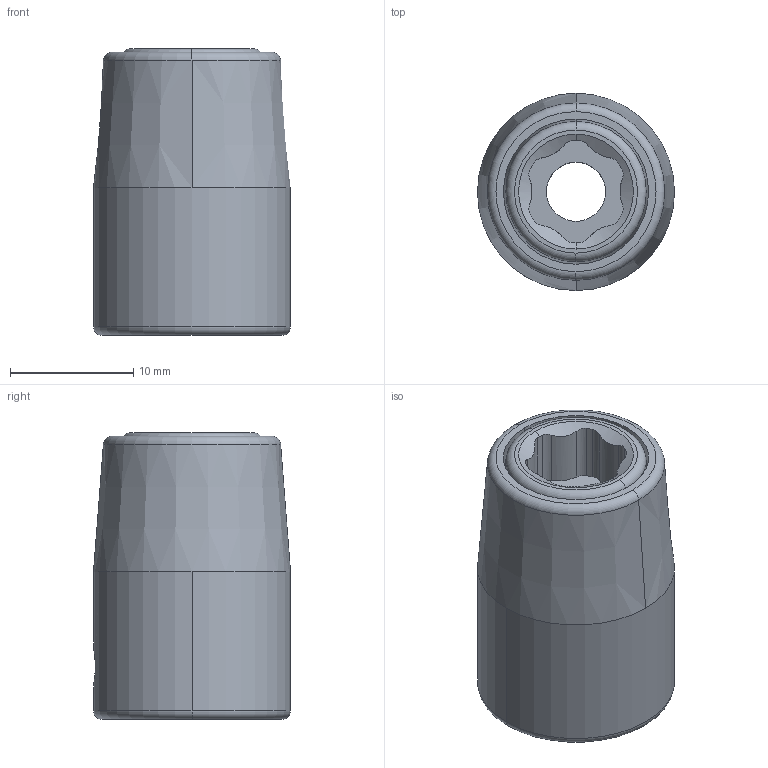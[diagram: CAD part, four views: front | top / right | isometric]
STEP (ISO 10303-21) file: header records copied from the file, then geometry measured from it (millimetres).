
FILE_DESCRIPTION((''),'2;1');
FILE_NAME('4027111107_ASM','2023-08-21T12:39:31',('A00565553'),(''),'CREO PARAMETRIC BY PTC INC, 2022414','CREO PARAMETRIC BY PTC INC, 2022414','');
FILE_SCHEMA(('CONFIG_CONTROL_DESIGN','GEOMETRIC_VALIDATION_PROPERTIES_MIM'));
Length unit declared in the file: millimetre
Products named in the file (3): 4027110807; 4027043173; 4027111107_ASM
Assembly tree (2 placements, depth 2):
  4027111107_ASM
    4027110807
    4027043173
Bounding box: 16 x 16 x 23.3 mm (x, y, z)
Volume: 3291.6 mm3; surface area: 3744.6 mm2
Topology: 2 solids, 2 shells, 86 faces, 236 edges, 152 vertices
Faces by surface type: cylinder 47, plane 15, cone 14, torus 10
Entity records: 3454 total; most frequent: CARTESIAN_POINT 865, DIRECTION 478, ORIENTED_EDGE 472, EDGE_CURVE 236, AXIS2_PLACEMENT_3D 202, VERTEX_POINT 152, CIRCLE 111, EDGE_LOOP 94
